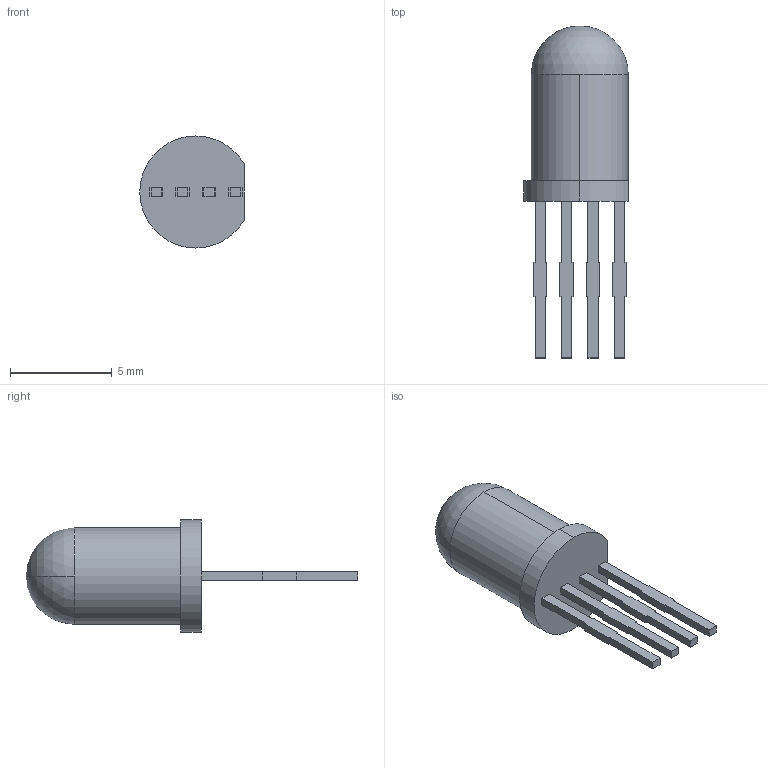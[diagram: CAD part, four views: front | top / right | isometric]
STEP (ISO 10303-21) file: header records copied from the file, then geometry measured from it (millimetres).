
FILE_DESCRIPTION (( 'STEP AP214' ), '1' );
FILE_NAME ('RGB-CC_DIP-5mm-1.3.STEP', '2023-04-21T11:08:46', ( 'Elessar' ), ( '' ), 'SwSTEP 2.0', 'SolidWorks 2018', '' );
FILE_SCHEMA (( 'AUTOMOTIVE_DESIGN' ));
Length unit declared in the file: millimetre
Products named in the file (1): RGB-CC_DIP-5mm-1.3
Bounding box: 5.12 x 16.3 x 5.5 mm (x, y, z)
Volume: 150.3 mm3; surface area: 216.9 mm2
Topology: 1 solids, 1 shells, 62 faces, 170 edges, 112 vertices
Faces by surface type: plane 55, cylinder 5, sphere 2
Entity records: 2061 total; most frequent: CARTESIAN_POINT 341, ORIENTED_EDGE 334, DIRECTION 307, EDGE_CURVE 167, VECTOR 153, LINE 153, VERTEX_POINT 111, AXIS2_PLACEMENT_3D 77
